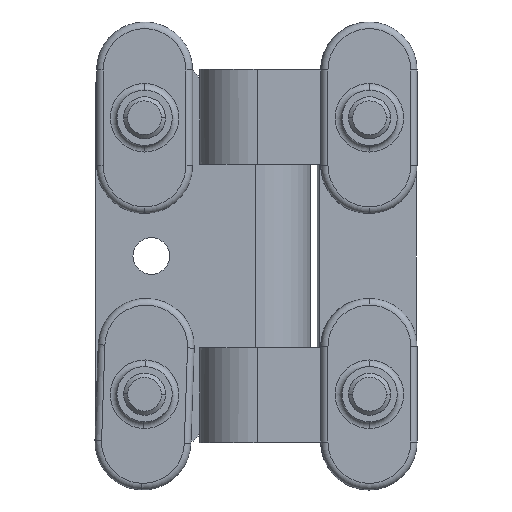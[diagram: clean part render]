
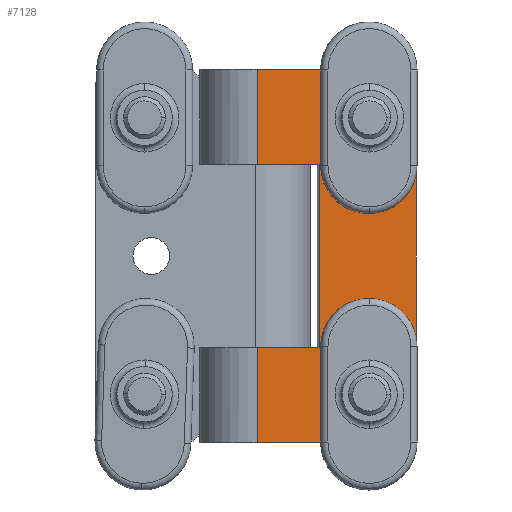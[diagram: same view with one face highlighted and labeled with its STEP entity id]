
A CAD part, front view. The second image highlights one B-rep face of the part: STEP entity #7128.
In plain terms, the highlighted face is planar.
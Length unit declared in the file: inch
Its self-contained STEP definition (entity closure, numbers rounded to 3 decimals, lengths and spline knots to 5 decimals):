
#164 = ORIENTED_EDGE ( 'NONE', *, *, #1118, .T. ) ;
#550 = VERTEX_POINT ( 'NONE', #3160 ) ;
#591 = ORIENTED_EDGE ( 'NONE', *, *, #703, .F. ) ;
#623 = ORIENTED_EDGE ( 'NONE', *, *, #4001, .F. ) ;
#652 = ORIENTED_EDGE ( 'NONE', *, *, #769, .T. ) ;
#664 = VERTEX_POINT ( 'NONE', #3527 ) ;
#672 = EDGE_CURVE ( 'NONE', #664, #1536, #3552, .T. ) ;
#692 = EDGE_LOOP ( 'NONE', ( #1592, #1518 ) ) ;
#703 = EDGE_CURVE ( 'NONE', #1536, #5394, #3690, .T. ) ;
#769 = EDGE_CURVE ( 'NONE', #5361, #1308, #3901, .T. ) ;
#827 = EDGE_LOOP ( 'NONE', ( #4963, #8006, #6320, #4073, #1112, #652, #5909, #623, #5815, #591 ) ) ;
#838 = VERTEX_POINT ( 'NONE', #4316 ) ;
#859 = VERTEX_POINT ( 'NONE', #5065 ) ;
#885 = EDGE_CURVE ( 'NONE', #859, #838, #5257, .T. ) ;
#994 = VERTEX_POINT ( 'NONE', #6601 ) ;
#1028 = VERTEX_POINT ( 'NONE', #6862 ) ;
#1029 = EDGE_CURVE ( 'NONE', #1308, #1572, #6863, .T. ) ;
#1034 = EDGE_CURVE ( 'NONE', #994, #1028, #6884, .T. ) ;
#1112 = ORIENTED_EDGE ( 'NONE', *, *, #1465, .T. ) ;
#1118 = EDGE_CURVE ( 'NONE', #838, #859, #7154, .T. ) ;
#1261 = EDGE_CURVE ( 'NONE', #994, #4072, #8928, .T. ) ;
#1274 = ORIENTED_EDGE ( 'NONE', *, *, #885, .T. ) ;
#1308 = VERTEX_POINT ( 'NONE', #9084 ) ;
#1465 = EDGE_CURVE ( 'NONE', #1028, #5361, #5801, .T. ) ;
#1518 = ORIENTED_EDGE ( 'NONE', *, *, #9034, .T. ) ;
#1536 = VERTEX_POINT ( 'NONE', #1676 ) ;
#1572 = VERTEX_POINT ( 'NONE', #1824 ) ;
#1592 = ORIENTED_EDGE ( 'NONE', *, *, #2855, .T. ) ;
#1676 = CARTESIAN_POINT ( 'NONE',  ( 0.281, 0., -0.43 ) ) ;
#1824 = CARTESIAN_POINT ( 'NONE',  ( 0.658, 0., 0. ) ) ;
#1905 = EDGE_LOOP ( 'NONE', ( #164, #1274 ) ) ;
#2855 = EDGE_CURVE ( 'NONE', #8600, #8813, #3799, .T. ) ;
#3160 = CARTESIAN_POINT ( 'NONE',  ( 0., 0., 0. ) ) ;
#3527 = CARTESIAN_POINT ( 'NONE',  ( 0.281, 0., -1.26 ) ) ;
#3552 = LINE ( 'NONE', #3553, #3554 ) ;
#3553 = CARTESIAN_POINT ( 'NONE',  ( 0.281, 0., -1.69 ) ) ;
#3554 = VECTOR ( 'NONE', #3555, 39.37008 ) ;
#3555 = DIRECTION ( 'NONE',  ( 0., 0., 1. ) ) ;
#3690 = LINE ( 'NONE', #3691, #3692 ) ;
#3691 = CARTESIAN_POINT ( 'NONE',  ( 0., 0., -0.43 ) ) ;
#3692 = VECTOR ( 'NONE', #3693, 39.37008 ) ;
#3693 = DIRECTION ( 'NONE',  ( -1., 0., 0. ) ) ;
#3799 = CIRCLE ( 'NONE', #3800, 0.0985 ) ;
#3800 = AXIS2_PLACEMENT_3D ( 'NONE', #3801, #3802, #3803 ) ;
#3801 = CARTESIAN_POINT ( 'NONE',  ( 0.5, 0., -0.22 ) ) ;
#3802 = DIRECTION ( 'NONE',  ( 0., 1., 0. ) ) ;
#3803 = DIRECTION ( 'NONE',  ( 0., 0., 1. ) ) ;
#3901 = LINE ( 'NONE', #3902, #3903 ) ;
#3902 = CARTESIAN_POINT ( 'NONE',  ( 0.72, 0., -1.69 ) ) ;
#3903 = VECTOR ( 'NONE', #3904, 39.37008 ) ;
#3904 = DIRECTION ( 'NONE',  ( 0., 0., 1. ) ) ;
#4001 = EDGE_CURVE ( 'NONE', #550, #1572, #5171, .T. ) ;
#4072 = VERTEX_POINT ( 'NONE', #5233 ) ;
#4073 = ORIENTED_EDGE ( 'NONE', *, *, #1034, .T. ) ;
#4316 = CARTESIAN_POINT ( 'NONE',  ( 0.5, 0., -1.3715 ) ) ;
#4963 = ORIENTED_EDGE ( 'NONE', *, *, #672, .F. ) ;
#5065 = CARTESIAN_POINT ( 'NONE',  ( 0.5, 0., -1.5685 ) ) ;
#5171 = LINE ( 'NONE', #5172, #5173 ) ;
#5172 = CARTESIAN_POINT ( 'NONE',  ( 0., 0., 0. ) ) ;
#5173 = VECTOR ( 'NONE', #5174, 39.37008 ) ;
#5174 = DIRECTION ( 'NONE',  ( 1., 0., 0. ) ) ;
#5176 = CARTESIAN_POINT ( 'NONE',  ( 0.5, 0., -0.1215 ) ) ;
#5233 = CARTESIAN_POINT ( 'NONE',  ( 0., 0., -1.26 ) ) ;
#5257 = CIRCLE ( 'NONE', #5258, 0.0985 ) ;
#5258 = AXIS2_PLACEMENT_3D ( 'NONE', #5259, #5260, #5261 ) ;
#5259 = CARTESIAN_POINT ( 'NONE',  ( 0.5, 0., -1.47 ) ) ;
#5260 = DIRECTION ( 'NONE',  ( 0., 1., 0. ) ) ;
#5261 = DIRECTION ( 'NONE',  ( 0., 0., 1. ) ) ;
#5309 = EDGE_CURVE ( 'NONE', #4072, #664, #6893, .T. ) ;
#5361 = VERTEX_POINT ( 'NONE', #6919 ) ;
#5370 = CARTESIAN_POINT ( 'NONE',  ( 0.5, 0., -0.3185 ) ) ;
#5394 = VERTEX_POINT ( 'NONE', #6934 ) ;
#5535 = EDGE_CURVE ( 'NONE', #5394, #550, #6972, .T. ) ;
#5549 = CIRCLE ( 'NONE', #5550, 0.0985 ) ;
#5550 = AXIS2_PLACEMENT_3D ( 'NONE', #5551, #5552, #5553 ) ;
#5551 = CARTESIAN_POINT ( 'NONE',  ( 0.5, 0., -0.22 ) ) ;
#5552 = DIRECTION ( 'NONE',  ( 0., 1., 0. ) ) ;
#5553 = DIRECTION ( 'NONE',  ( 0., 0., 1. ) ) ;
#5801 = CIRCLE ( 'NONE', #5802, 0.062 ) ;
#5802 = AXIS2_PLACEMENT_3D ( 'NONE', #5803, #5804, #5805 ) ;
#5803 = CARTESIAN_POINT ( 'NONE',  ( 0.658, 0., -1.628 ) ) ;
#5804 = DIRECTION ( 'NONE',  ( 0., -1., 0. ) ) ;
#5805 = DIRECTION ( 'NONE',  ( 0., 0., -1. ) ) ;
#5815 = ORIENTED_EDGE ( 'NONE', *, *, #5535, .F. ) ;
#5909 = ORIENTED_EDGE ( 'NONE', *, *, #1029, .T. ) ;
#6320 = ORIENTED_EDGE ( 'NONE', *, *, #1261, .F. ) ;
#6601 = CARTESIAN_POINT ( 'NONE',  ( 0., 0., -1.69 ) ) ;
#6862 = CARTESIAN_POINT ( 'NONE',  ( 0.658, 0., -1.69 ) ) ;
#6863 = CIRCLE ( 'NONE', #6864, 0.062 ) ;
#6864 = AXIS2_PLACEMENT_3D ( 'NONE', #6865, #6866, #6867 ) ;
#6865 = CARTESIAN_POINT ( 'NONE',  ( 0.658, 0., -0.062 ) ) ;
#6866 = DIRECTION ( 'NONE',  ( 0., -1., 0. ) ) ;
#6867 = DIRECTION ( 'NONE',  ( 0., 0., -1. ) ) ;
#6884 = LINE ( 'NONE', #6885, #6886 ) ;
#6885 = CARTESIAN_POINT ( 'NONE',  ( 0., 0., -1.69 ) ) ;
#6886 = VECTOR ( 'NONE', #6887, 39.37008 ) ;
#6887 = DIRECTION ( 'NONE',  ( 1., 0., 0. ) ) ;
#6893 = LINE ( 'NONE', #6895, #6896 ) ;
#6895 = CARTESIAN_POINT ( 'NONE',  ( 0., 0., -1.26 ) ) ;
#6896 = VECTOR ( 'NONE', #6897, 39.37008 ) ;
#6897 = DIRECTION ( 'NONE',  ( 1., 0., 0. ) ) ;
#6919 = CARTESIAN_POINT ( 'NONE',  ( 0.72, 0., -1.628 ) ) ;
#6934 = CARTESIAN_POINT ( 'NONE',  ( 0., 0., -0.43 ) ) ;
#6972 = LINE ( 'NONE', #6973, #6974 ) ;
#6973 = CARTESIAN_POINT ( 'NONE',  ( 0., 0., -1.69 ) ) ;
#6974 = VECTOR ( 'NONE', #6975, 39.37008 ) ;
#6975 = DIRECTION ( 'NONE',  ( 0., 0., 1. ) ) ;
#7128 = ADVANCED_FACE ( 'NONE', ( #8842, #8843, #8844 ), #8845, .T. ) ;
#7154 = CIRCLE ( 'NONE', #7155, 0.0985 ) ;
#7155 = AXIS2_PLACEMENT_3D ( 'NONE', #7156, #7157, #7158 ) ;
#7156 = CARTESIAN_POINT ( 'NONE',  ( 0.5, 0., -1.47 ) ) ;
#7157 = DIRECTION ( 'NONE',  ( 0., 1., 0. ) ) ;
#7158 = DIRECTION ( 'NONE',  ( 0., 0., 1. ) ) ;
#8006 = ORIENTED_EDGE ( 'NONE', *, *, #5309, .F. ) ;
#8600 = VERTEX_POINT ( 'NONE', #5176 ) ;
#8813 = VERTEX_POINT ( 'NONE', #5370 ) ;
#8842 = FACE_OUTER_BOUND ( 'NONE', #827, .T. ) ;
#8843 = FACE_BOUND ( 'NONE', #692, .T. ) ;
#8844 = FACE_BOUND ( 'NONE', #1905, .T. ) ;
#8845 = PLANE ( 'NONE',  #8846 ) ;
#8846 = AXIS2_PLACEMENT_3D ( 'NONE', #8847, #8850, #8851 ) ;
#8847 = CARTESIAN_POINT ( 'NONE',  ( 0., 0., -1.69 ) ) ;
#8850 = DIRECTION ( 'NONE',  ( 0., -1., 0. ) ) ;
#8851 = DIRECTION ( 'NONE',  ( 0., 0., -1. ) ) ;
#8928 = LINE ( 'NONE', #8929, #8930 ) ;
#8929 = CARTESIAN_POINT ( 'NONE',  ( 0., 0., -1.69 ) ) ;
#8930 = VECTOR ( 'NONE', #8931, 39.37008 ) ;
#8931 = DIRECTION ( 'NONE',  ( 0., 0., 1. ) ) ;
#9034 = EDGE_CURVE ( 'NONE', #8813, #8600, #5549, .T. ) ;
#9084 = CARTESIAN_POINT ( 'NONE',  ( 0.72, 0., -0.062 ) ) ;
